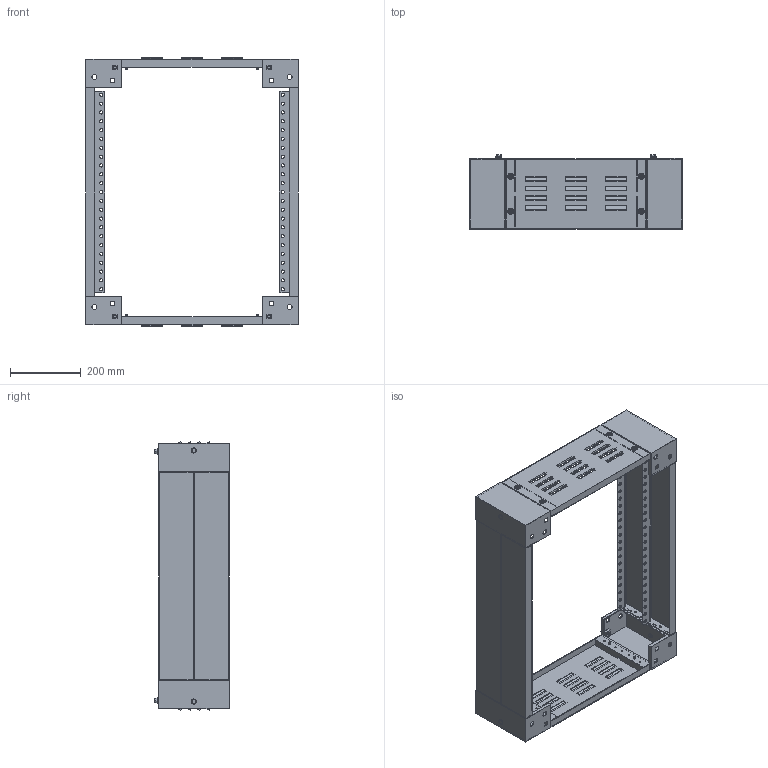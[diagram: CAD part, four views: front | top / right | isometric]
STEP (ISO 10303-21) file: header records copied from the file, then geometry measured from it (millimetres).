
FILE_DESCRIPTION (( 'STEP AP214' ), '1' );
FILE_NAME ('0396.6002.80.37.step', '2023-01-11T07:17:03', ( '' ), ( '' ), 'SwSTEP 2.0', 'SolidWorks 2019', '' );
FILE_SCHEMA (( 'AUTOMOTIVE_DESIGN' ));
Length unit declared in the file: millimetre
Products named in the file (7): SockelQuerteilH200_80; SockelLaengsteilH200_6002-3; SockelQuerteilH200_0396-0002-80-17; SockelLaengsteilH200_0396-6002-00-37; SockelEckteilH200_Rechts<Standard>; 0396.6002.80.37; SockelEckteilH200
Assembly tree (12 placements, depth 3):
  0396.6002.80.37
    SockelLaengsteilH200_0396-6002-00-37
      SockelEckteilH200_Rechts<Standard>  x2
      SockelEckteilH200  x2
      SockelLaengsteilH200_6002-3  x2
    SockelQuerteilH200_0396-0002-80-17
      SockelQuerteilH200_80  x4
Bounding box: 604 x 210.6 x 760.18 mm (x, y, z)
Volume: 1721592.8 mm3; surface area: 1954662 mm2
Topology: 30 solids, 30 shells, 1508 faces, 4068 edges, 2672 vertices
Faces by surface type: plane 1008, cylinder 404, cone 80, bspline 16
Entity records: 21764 total; most frequent: CARTESIAN_POINT 3745, ORIENTED_EDGE 3404, DIRECTION 3338, EDGE_CURVE 1702, VECTOR 1328, LINE 1328, VERTEX_POINT 1116, AXIS2_PLACEMENT_3D 1005
